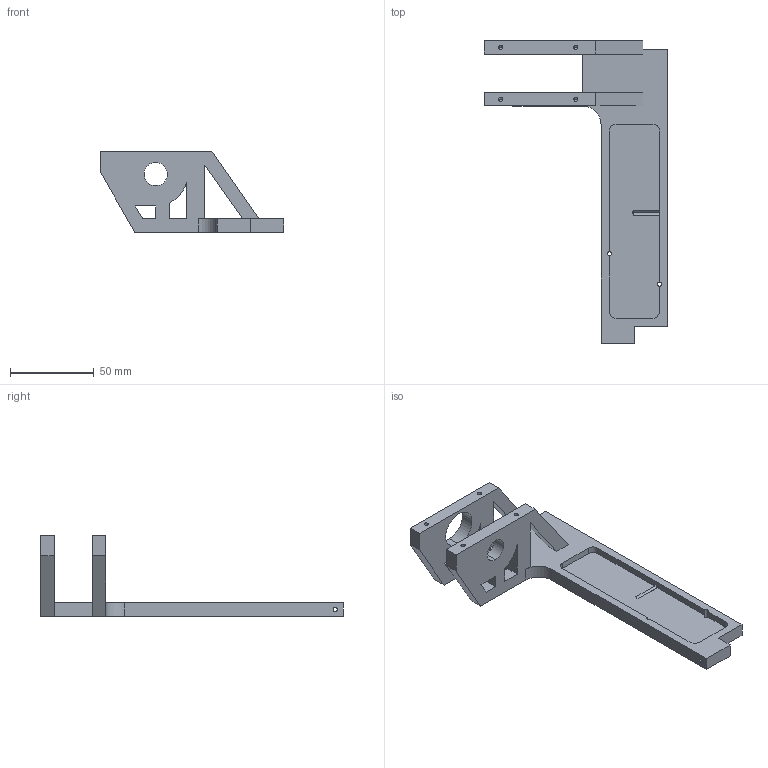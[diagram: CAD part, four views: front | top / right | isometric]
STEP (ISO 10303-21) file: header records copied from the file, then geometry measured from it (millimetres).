
FILE_DESCRIPTION (( 'STEP AP203' ), '1' );
FILE_NAME ('vertical truss-right rear upper.STEP', '2018-02-09T05:29:13', ( '' ), ( '' ), 'SwSTEP 2.0', 'SolidWorks 2017', '' );
FILE_SCHEMA (( 'CONFIG_CONTROL_DESIGN' ));
Length unit declared in the file: millimetre
Products named in the file (1): vertical truss-right rear upper
Bounding box: 110 x 181 x 48.13 mm (x, y, z)
Volume: 84665.2 mm3; surface area: 37228.6 mm2
Topology: 1 solids, 1 shells, 91 faces, 267 edges, 168 vertices
Faces by surface type: plane 47, cylinder 31, cone 13
Entity records: 3069 total; most frequent: CARTESIAN_POINT 532, ORIENTED_EDGE 510, DIRECTION 506, EDGE_CURVE 255, LINE 186, VECTOR 186, VERTEX_POINT 168, AXIS2_PLACEMENT_3D 160
